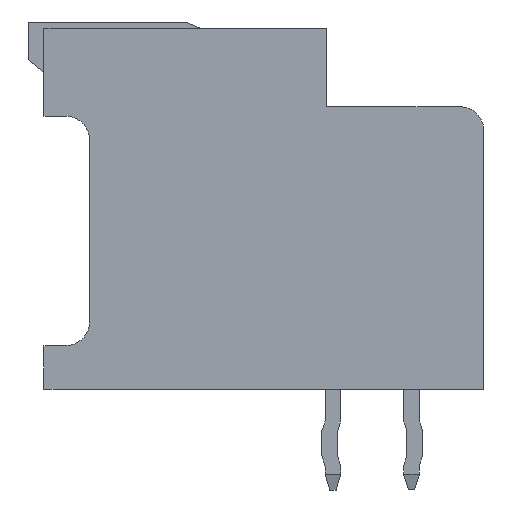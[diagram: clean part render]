
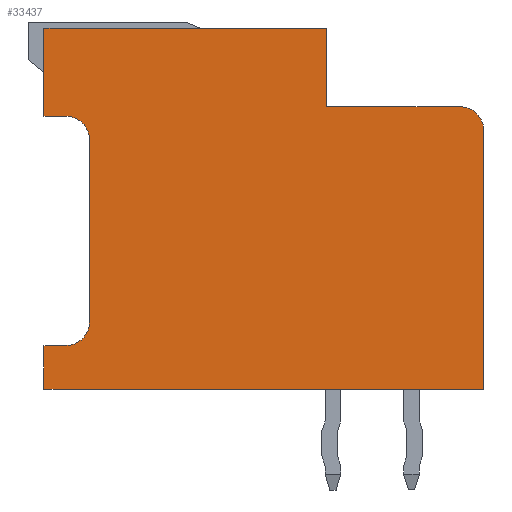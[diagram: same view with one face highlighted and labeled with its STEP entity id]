
A CAD part, left-side view. The second image highlights one B-rep face of the part: STEP entity #33437.
In plain terms, the highlighted face is planar.
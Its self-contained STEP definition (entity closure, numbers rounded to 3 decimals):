
#109=CIRCLE('',#34826,0.75);
#114=CIRCLE('',#34844,0.75);
#115=CIRCLE('',#34845,0.75);
#3738=ORIENTED_EDGE('',*,*,#9242,.T.);
#3739=ORIENTED_EDGE('',*,*,#9254,.T.);
#3740=ORIENTED_EDGE('',*,*,#9251,.T.);
#3741=ORIENTED_EDGE('',*,*,#9308,.T.);
#3742=ORIENTED_EDGE('',*,*,#9309,.T.);
#3743=ORIENTED_EDGE('',*,*,#9262,.T.);
#3744=ORIENTED_EDGE('',*,*,#9299,.T.);
#3745=ORIENTED_EDGE('',*,*,#9310,.F.);
#3746=ORIENTED_EDGE('',*,*,#9303,.T.);
#3747=ORIENTED_EDGE('',*,*,#9311,.F.);
#3748=ORIENTED_EDGE('',*,*,#9307,.T.);
#3749=ORIENTED_EDGE('',*,*,#9312,.T.);
#3750=ORIENTED_EDGE('',*,*,#9247,.T.);
#9242=EDGE_CURVE('',#12055,#12054,#14822,.T.);
#9247=EDGE_CURVE('',#12058,#12055,#14827,.T.);
#9251=EDGE_CURVE('',#12062,#12061,#14831,.T.);
#9254=EDGE_CURVE('',#12054,#12062,#109,.T.);
#9262=EDGE_CURVE('',#12070,#12069,#14840,.T.);
#9299=EDGE_CURVE('',#12069,#12099,#14873,.T.);
#9303=EDGE_CURVE('',#12100,#12103,#14877,.T.);
#9307=EDGE_CURVE('',#12104,#12107,#14881,.T.);
#9308=EDGE_CURVE('',#12061,#12108,#14882,.T.);
#9309=EDGE_CURVE('',#12108,#12070,#14883,.T.);
#9310=EDGE_CURVE('',#12100,#12099,#114,.T.);
#9311=EDGE_CURVE('',#12104,#12103,#115,.T.);
#9312=EDGE_CURVE('',#12107,#12058,#14884,.T.);
#12054=VERTEX_POINT('',#45851);
#12055=VERTEX_POINT('',#45853);
#12058=VERTEX_POINT('',#45862);
#12061=VERTEX_POINT('',#45869);
#12062=VERTEX_POINT('',#45871);
#12069=VERTEX_POINT('',#45891);
#12070=VERTEX_POINT('',#45893);
#12099=VERTEX_POINT('',#45966);
#12100=VERTEX_POINT('',#45970);
#12103=VERTEX_POINT('',#45975);
#12104=VERTEX_POINT('',#45979);
#12107=VERTEX_POINT('',#45984);
#12108=VERTEX_POINT('',#45988);
#14822=LINE('',#45852,#18226);
#14827=LINE('',#45861,#18231);
#14831=LINE('',#45870,#18235);
#14840=LINE('',#45892,#18244);
#14873=LINE('',#45967,#18277);
#14877=LINE('',#45976,#18281);
#14881=LINE('',#45985,#18285);
#14882=LINE('',#45987,#18286);
#14883=LINE('',#45989,#18287);
#14884=LINE('',#45992,#18288);
#18226=VECTOR('',#38997,1000.);
#18231=VECTOR('',#39004,1000.);
#18235=VECTOR('',#39010,1000.);
#18244=VECTOR('',#39029,1000.);
#18277=VECTOR('',#39086,1000.);
#18281=VECTOR('',#39092,1000.);
#18285=VECTOR('',#39098,1000.);
#18286=VECTOR('',#39101,1000.);
#18287=VECTOR('',#39102,1000.);
#18288=VECTOR('',#39107,1000.);
#20321=EDGE_LOOP('',(#3738,#3739,#3740,#3741,#3742,#3743,#3744,#3745,#3746,
#3747,#3748,#3749,#3750));
#21659=FACE_BOUND('',#20321,.T.);
#22965=PLANE('',#34843);
#33437=ADVANCED_FACE('',(#21659),#22965,.T.);
#34826=AXIS2_PLACEMENT_3D('',#45875,#39016,#39017);
#34843=AXIS2_PLACEMENT_3D('',#45986,#39099,#39100);
#34844=AXIS2_PLACEMENT_3D('',#45990,#39103,#39104);
#34845=AXIS2_PLACEMENT_3D('',#45991,#39105,#39106);
#38997=DIRECTION('',(0.,1.,0.));
#39004=DIRECTION('',(0.,0.,-1.));
#39010=DIRECTION('',(0.,0.,1.));
#39016=DIRECTION('',(1.,0.,0.));
#39017=DIRECTION('',(0.,0.,-1.));
#39029=DIRECTION('',(0.,-1.,0.));
#39086=DIRECTION('',(0.,0.,-1.));
#39092=DIRECTION('',(0.,-1.,0.));
#39098=DIRECTION('',(0.,0.,1.));
#39099=DIRECTION('',(1.,0.,0.));
#39100=DIRECTION('',(0.,0.,-1.));
#39101=DIRECTION('',(0.,1.,0.));
#39102=DIRECTION('',(0.,0.,1.));
#39103=DIRECTION('',(1.,0.,0.));
#39104=DIRECTION('',(0.,0.,-1.));
#39105=DIRECTION('',(1.,0.,0.));
#39106=DIRECTION('',(0.,0.,-1.));
#39107=DIRECTION('',(0.,-1.,0.));
#45851=CARTESIAN_POINT('',(15.7,3.75,-7.));
#45852=CARTESIAN_POINT('',(15.7,-4.5,-7.));
#45853=CARTESIAN_POINT('',(15.7,-4.5,-7.));
#45861=CARTESIAN_POINT('',(15.7,-4.5,7.));
#45862=CARTESIAN_POINT('',(15.7,-4.5,7.));
#45869=CARTESIAN_POINT('',(15.7,4.5,-2.));
#45870=CARTESIAN_POINT('',(15.7,4.5,-7.));
#45871=CARTESIAN_POINT('',(15.7,4.5,-6.25));
#45875=CARTESIAN_POINT('',(15.7,3.75,-6.25));
#45891=CARTESIAN_POINT('',(15.7,4.2,7.));
#45892=CARTESIAN_POINT('',(15.7,7.,7.));
#45893=CARTESIAN_POINT('',(15.7,7.,7.));
#45966=CARTESIAN_POINT('',(15.7,4.2,6.3));
#45967=CARTESIAN_POINT('',(15.7,4.2,7.));
#45970=CARTESIAN_POINT('',(15.7,3.45,5.55));
#45975=CARTESIAN_POINT('',(15.7,-2.35,5.55));
#45976=CARTESIAN_POINT('',(15.7,4.2,5.55));
#45979=CARTESIAN_POINT('',(15.7,-3.1,6.3));
#45984=CARTESIAN_POINT('',(15.7,-3.1,7.));
#45985=CARTESIAN_POINT('',(15.7,-3.1,5.55));
#45986=CARTESIAN_POINT('',(15.7,0.,0.));
#45987=CARTESIAN_POINT('',(15.7,4.5,-2.));
#45988=CARTESIAN_POINT('',(15.7,7.,-2.));
#45989=CARTESIAN_POINT('',(15.7,7.,-2.));
#45990=CARTESIAN_POINT('',(15.7,3.45,6.3));
#45991=CARTESIAN_POINT('',(15.7,-2.35,6.3));
#45992=CARTESIAN_POINT('',(15.7,-3.1,7.));
